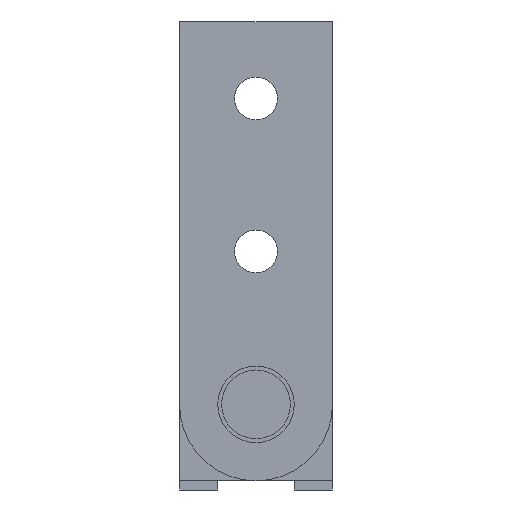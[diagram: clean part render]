
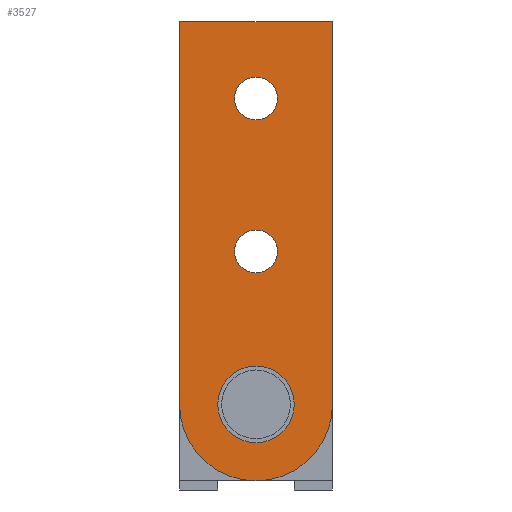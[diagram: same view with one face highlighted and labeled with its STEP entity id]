
A CAD part, left-side view. The second image highlights one B-rep face of the part: STEP entity #3527.
In plain terms, the highlighted planar face has unit normal (-1, 0, 0).
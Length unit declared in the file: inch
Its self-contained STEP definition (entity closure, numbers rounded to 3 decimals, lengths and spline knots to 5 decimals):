
#3163=CARTESIAN_POINT('',(-0.72,0.14,1.5));
#3164=VERTEX_POINT('',#3163);
#3180=CARTESIAN_POINT('',(-0.72,-0.14,1.5));
#3181=VERTEX_POINT('',#3180);
#3188=CARTESIAN_POINT('',(-0.72,0.0,1.5));
#3189=DIRECTION('',(1.0,0.0,0.0));
#3190=DIRECTION('',(0.0,1.0,0.0));
#3191=AXIS2_PLACEMENT_3D('',#3188,#3189,#3190);
#3192=CIRCLE('',#3191,0.14);
#3193=EDGE_CURVE('',#3164,#3181,#3192,.T.);
#3205=CARTESIAN_POINT('',(-0.72,0.14,2.5));
#3206=VERTEX_POINT('',#3205);
#3222=CARTESIAN_POINT('',(-0.72,-0.14,2.5));
#3223=VERTEX_POINT('',#3222);
#3230=CARTESIAN_POINT('',(-0.72,0.0,2.5));
#3231=DIRECTION('',(1.0,0.0,0.0));
#3232=DIRECTION('',(0.0,1.0,0.0));
#3233=AXIS2_PLACEMENT_3D('',#3230,#3231,#3232);
#3234=CIRCLE('',#3233,0.14);
#3235=EDGE_CURVE('',#3206,#3223,#3234,.T.);
#3247=CARTESIAN_POINT('',(-0.72,0.14,0.5));
#3248=VERTEX_POINT('',#3247);
#3264=CARTESIAN_POINT('',(-0.72,-0.14,0.5));
#3265=VERTEX_POINT('',#3264);
#3272=CARTESIAN_POINT('',(-0.72,0.,0.5));
#3273=DIRECTION('',(1.0,0.0,0.0));
#3274=DIRECTION('',(0.0,1.0,0.0));
#3275=AXIS2_PLACEMENT_3D('',#3272,#3273,#3274);
#3276=CIRCLE('',#3275,0.14);
#3277=EDGE_CURVE('',#3248,#3265,#3276,.T.);
#3288=CARTESIAN_POINT('',(-0.72,0.,0.5));
#3289=DIRECTION('',(1.0,0.0,0.0));
#3290=DIRECTION('',(0.0,1.0,0.0));
#3291=AXIS2_PLACEMENT_3D('',#3288,#3289,#3290);
#3292=CIRCLE('',#3291,0.14);
#3293=EDGE_CURVE('',#3265,#3248,#3292,.T.);
#3312=CARTESIAN_POINT('',(-0.72,0.0,2.5));
#3313=DIRECTION('',(1.0,0.0,0.0));
#3314=DIRECTION('',(0.0,1.0,0.0));
#3315=AXIS2_PLACEMENT_3D('',#3312,#3313,#3314);
#3316=CIRCLE('',#3315,0.14);
#3317=EDGE_CURVE('',#3223,#3206,#3316,.T.);
#3336=CARTESIAN_POINT('',(-0.72,0.0,1.5));
#3337=DIRECTION('',(1.0,0.0,0.0));
#3338=DIRECTION('',(0.0,1.0,0.0));
#3339=AXIS2_PLACEMENT_3D('',#3336,#3337,#3338);
#3340=CIRCLE('',#3339,0.14);
#3341=EDGE_CURVE('',#3181,#3164,#3340,.T.);
#3359=CARTESIAN_POINT('',(-0.72,-0.5,3.0));
#3360=VERTEX_POINT('',#3359);
#3361=CARTESIAN_POINT('',(-0.72,-0.5,0.5));
#3362=VERTEX_POINT('',#3361);
#3363=CARTESIAN_POINT('',(-0.72,-0.5,3.0));
#3364=DIRECTION('',(0.0,0.0,-1.0));
#3365=VECTOR('',#3364,2.5);
#3366=LINE('',#3363,#3365);
#3367=EDGE_CURVE('',#3360,#3362,#3366,.T.);
#3399=CARTESIAN_POINT('',(-0.72,0.5,0.5));
#3400=VERTEX_POINT('',#3399);
#3401=CARTESIAN_POINT('',(-0.72,0.,0.5));
#3402=DIRECTION('',(1.0,0.,0.));
#3403=DIRECTION('',(0.,0.707,-0.707));
#3404=AXIS2_PLACEMENT_3D('',#3401,#3402,#3403);
#3405=CIRCLE('',#3404,0.5);
#3406=EDGE_CURVE('',#3362,#3400,#3405,.T.);
#3432=CARTESIAN_POINT('',(-0.72,0.5,3.0));
#3433=VERTEX_POINT('',#3432);
#3434=CARTESIAN_POINT('',(-0.72,0.5,0.5));
#3435=DIRECTION('',(0.0,0.0,1.0));
#3436=VECTOR('',#3435,2.5);
#3437=LINE('',#3434,#3436);
#3438=EDGE_CURVE('',#3400,#3433,#3437,.T.);
#3463=CARTESIAN_POINT('',(-0.72,0.5,3.0));
#3464=DIRECTION('',(0.0,-1.0,0.0));
#3465=VECTOR('',#3464,1.0);
#3466=LINE('',#3463,#3465);
#3467=EDGE_CURVE('',#3433,#3360,#3466,.T.);
#3504=CARTESIAN_POINT('',(-0.72,-0.5,3.0));
#3505=DIRECTION('',(1.0,0.0,0.0));
#3506=DIRECTION('',(0.0,-1.0,0.0));
#3507=AXIS2_PLACEMENT_3D('',#3504,#3505,#3506);
#3508=PLANE('',#3507);
#3509=ORIENTED_EDGE('',*,*,#3367,.F.);
#3510=ORIENTED_EDGE('',*,*,#3467,.F.);
#3511=ORIENTED_EDGE('',*,*,#3438,.F.);
#3512=ORIENTED_EDGE('',*,*,#3406,.F.);
#3513=EDGE_LOOP('',(#3509,#3510,#3511,#3512));
#3514=FACE_OUTER_BOUND('',#3513,.T.);
#3515=ORIENTED_EDGE('',*,*,#3277,.T.);
#3516=ORIENTED_EDGE('',*,*,#3293,.T.);
#3517=EDGE_LOOP('',(#3515,#3516));
#3518=FACE_BOUND('',#3517,.T.);
#3519=ORIENTED_EDGE('',*,*,#3235,.T.);
#3520=ORIENTED_EDGE('',*,*,#3317,.T.);
#3521=EDGE_LOOP('',(#3519,#3520));
#3522=FACE_BOUND('',#3521,.T.);
#3523=ORIENTED_EDGE('',*,*,#3193,.T.);
#3524=ORIENTED_EDGE('',*,*,#3341,.T.);
#3525=EDGE_LOOP('',(#3523,#3524));
#3526=FACE_BOUND('',#3525,.T.);
#3527=ADVANCED_FACE('',(#3514,#3518,#3522,#3526),#3508,.F.);
